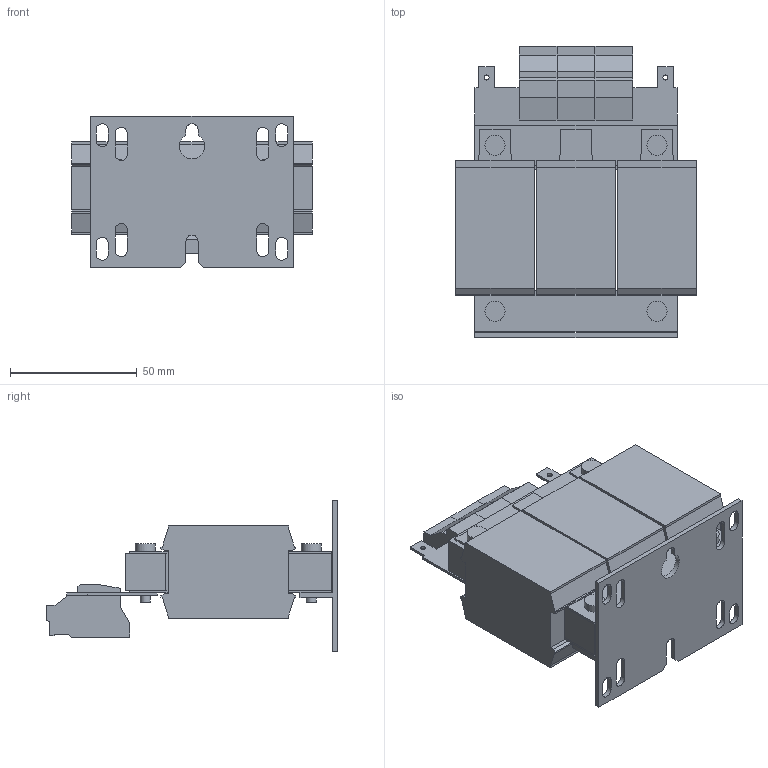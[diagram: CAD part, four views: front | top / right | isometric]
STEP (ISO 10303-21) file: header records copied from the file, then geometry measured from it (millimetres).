
FILE_DESCRIPTION (( 'STEP AP214' ), '1' );
FILE_NAME ('150793.STEP', '2021-09-22T09:41:54', ( '' ), ( '' ), 'SwSTEP 2.0', 'SolidWorks 2018', '' );
FILE_SCHEMA (( 'AUTOMOTIVE_DESIGN' ));
Length unit declared in the file: millimetre
Products named in the file (1): 150793
Bounding box: 95 x 115.25 x 60 mm (x, y, z)
Volume: 245514.5 mm3; surface area: 54179.2 mm2
Topology: 1 solids, 1 shells, 435 faces, 1158 edges, 748 vertices
Faces by surface type: plane 366, cylinder 69
Entity records: 13372 total; most frequent: CARTESIAN_POINT 2342, ORIENTED_EDGE 2316, DIRECTION 2168, EDGE_CURVE 1158, VECTOR 1020, LINE 1020, VERTEX_POINT 748, AXIS2_PLACEMENT_3D 574
